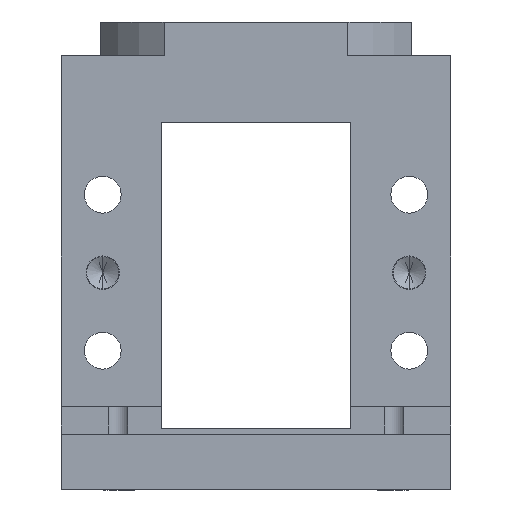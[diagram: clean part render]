
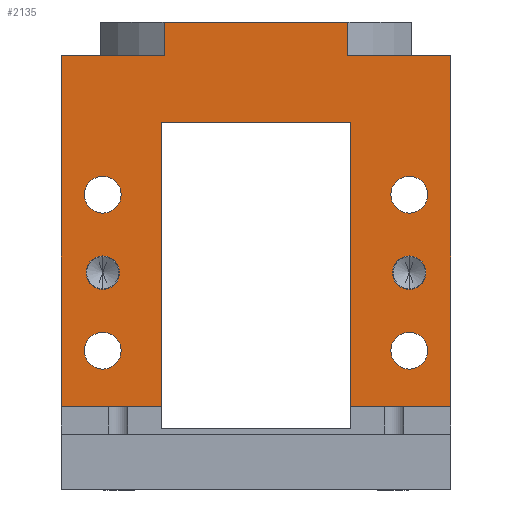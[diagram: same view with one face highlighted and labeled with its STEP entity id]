
A CAD part, front view. The second image highlights one B-rep face of the part: STEP entity #2135.
In plain terms, the highlighted planar face has unit normal (0, -1, 0).
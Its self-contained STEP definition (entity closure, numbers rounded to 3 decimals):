
#43=PLANE('',#3702);
#199=VECTOR('',#2564,1.);
#206=VECTOR('',#2576,1.);
#221=VECTOR('',#2615,1.);
#222=VECTOR('',#2633,1.);
#223=VECTOR('',#2634,1.);
#224=VECTOR('',#2635,1.);
#225=VECTOR('',#2636,1.);
#226=VECTOR('',#2637,1.);
#227=VECTOR('',#2638,1.);
#228=VECTOR('',#2639,1.);
#229=VECTOR('',#2640,1.);
#230=VECTOR('',#2641,1.);
#389=LINE('',#3250,#199);
#396=LINE('',#3268,#206);
#411=LINE('',#3317,#221);
#412=LINE('',#3328,#222);
#413=LINE('',#3330,#223);
#414=LINE('',#3332,#224);
#415=LINE('',#3334,#225);
#416=LINE('',#3336,#226);
#417=LINE('',#3337,#227);
#418=LINE('',#3339,#228);
#419=LINE('',#3341,#229);
#420=LINE('',#3342,#230);
#493=VERTEX_POINT('',#2931);
#494=VERTEX_POINT('',#2933);
#502=VERTEX_POINT('',#2953);
#503=VERTEX_POINT('',#2955);
#579=VERTEX_POINT('',#3152);
#580=VERTEX_POINT('',#3153);
#587=VERTEX_POINT('',#3170);
#588=VERTEX_POINT('',#3171);
#595=VERTEX_POINT('',#3188);
#596=VERTEX_POINT('',#3189);
#603=VERTEX_POINT('',#3206);
#604=VERTEX_POINT('',#3207);
#623=VERTEX_POINT('',#3249);
#624=VERTEX_POINT('',#3251);
#631=VERTEX_POINT('',#3267);
#632=VERTEX_POINT('',#3269);
#647=VERTEX_POINT('',#3316);
#648=VERTEX_POINT('',#3318);
#649=VERTEX_POINT('',#3329);
#650=VERTEX_POINT('',#3331);
#651=VERTEX_POINT('',#3333);
#652=VERTEX_POINT('',#3335);
#653=VERTEX_POINT('',#3338);
#654=VERTEX_POINT('',#3340);
#694=CIRCLE('',#3582,3.);
#698=CIRCLE('',#3589,3.);
#735=CIRCLE('',#3653,3.3);
#739=CIRCLE('',#3659,3.3);
#743=CIRCLE('',#3665,3.3);
#747=CIRCLE('',#3671,3.3);
#769=CIRCLE('',#3703,3.);
#770=CIRCLE('',#3704,3.);
#771=CIRCLE('',#3705,3.3);
#772=CIRCLE('',#3706,3.3);
#773=CIRCLE('',#3707,3.3);
#774=CIRCLE('',#3708,3.3);
#821=EDGE_CURVE('',#493,#494,#694,.T.);
#831=EDGE_CURVE('',#502,#503,#698,.T.);
#925=EDGE_CURVE('',#579,#580,#735,.T.);
#933=EDGE_CURVE('',#587,#588,#739,.T.);
#941=EDGE_CURVE('',#595,#596,#743,.T.);
#949=EDGE_CURVE('',#603,#604,#747,.T.);
#969=EDGE_CURVE('',#624,#623,#389,.T.);
#978=EDGE_CURVE('',#631,#632,#396,.T.);
#1004=EDGE_CURVE('',#647,#648,#411,.T.);
#1007=EDGE_CURVE('',#494,#493,#769,.T.);
#1008=EDGE_CURVE('',#503,#502,#770,.T.);
#1009=EDGE_CURVE('',#588,#587,#771,.T.);
#1010=EDGE_CURVE('',#580,#579,#772,.T.);
#1011=EDGE_CURVE('',#596,#595,#773,.T.);
#1012=EDGE_CURVE('',#604,#603,#774,.T.);
#1013=EDGE_CURVE('',#649,#647,#412,.T.);
#1014=EDGE_CURVE('',#649,#650,#413,.T.);
#1015=EDGE_CURVE('',#650,#651,#414,.T.);
#1016=EDGE_CURVE('',#651,#652,#415,.T.);
#1017=EDGE_CURVE('',#632,#652,#416,.T.);
#1018=EDGE_CURVE('',#631,#653,#417,.T.);
#1019=EDGE_CURVE('',#653,#654,#418,.T.);
#1020=EDGE_CURVE('',#654,#624,#419,.T.);
#1021=EDGE_CURVE('',#648,#623,#420,.T.);
#1355=ORIENTED_EDGE('',*,*,#1007,.F.);
#1356=ORIENTED_EDGE('',*,*,#821,.F.);
#1357=ORIENTED_EDGE('',*,*,#1008,.F.);
#1358=ORIENTED_EDGE('',*,*,#831,.F.);
#1359=ORIENTED_EDGE('',*,*,#933,.F.);
#1360=ORIENTED_EDGE('',*,*,#1009,.F.);
#1361=ORIENTED_EDGE('',*,*,#925,.F.);
#1362=ORIENTED_EDGE('',*,*,#1010,.F.);
#1363=ORIENTED_EDGE('',*,*,#941,.F.);
#1364=ORIENTED_EDGE('',*,*,#1011,.F.);
#1365=ORIENTED_EDGE('',*,*,#949,.F.);
#1366=ORIENTED_EDGE('',*,*,#1012,.F.);
#1367=ORIENTED_EDGE('',*,*,#1013,.F.);
#1368=ORIENTED_EDGE('',*,*,#1014,.T.);
#1369=ORIENTED_EDGE('',*,*,#1015,.T.);
#1370=ORIENTED_EDGE('',*,*,#1016,.T.);
#1371=ORIENTED_EDGE('',*,*,#1017,.F.);
#1372=ORIENTED_EDGE('',*,*,#978,.F.);
#1373=ORIENTED_EDGE('',*,*,#1018,.T.);
#1374=ORIENTED_EDGE('',*,*,#1019,.T.);
#1375=ORIENTED_EDGE('',*,*,#1020,.T.);
#1376=ORIENTED_EDGE('',*,*,#969,.T.);
#1377=ORIENTED_EDGE('',*,*,#1021,.F.);
#1378=ORIENTED_EDGE('',*,*,#1004,.F.);
#1825=EDGE_LOOP('',(#1355,#1356));
#1826=EDGE_LOOP('',(#1357,#1358));
#1827=EDGE_LOOP('',(#1359,#1360));
#1828=EDGE_LOOP('',(#1361,#1362));
#1829=EDGE_LOOP('',(#1363,#1364));
#1830=EDGE_LOOP('',(#1365,#1366));
#1831=EDGE_LOOP('',(#1367,#1368,#1369,#1370,#1371,#1372,#1373,#1374,#1375,
#1376,#1377,#1378));
#1983=FACE_BOUND('',#1825,.T.);
#1984=FACE_BOUND('',#1826,.T.);
#1985=FACE_BOUND('',#1827,.T.);
#1986=FACE_BOUND('',#1828,.T.);
#1987=FACE_BOUND('',#1829,.T.);
#1988=FACE_BOUND('',#1830,.T.);
#1989=FACE_BOUND('',#1831,.T.);
#2135=ADVANCED_FACE('',(#1983,#1984,#1985,#1986,#1987,#1988,#1989),#43,.F.);
#2277=DIRECTION('',(0.,-1.,0.));
#2278=DIRECTION('',(0.,0.,-3.));
#2297=DIRECTION('',(0.,-1.,0.));
#2298=DIRECTION('',(0.,0.,-3.));
#2482=DIRECTION('',(0.,-1.,0.));
#2483=DIRECTION('',(-3.3,0.,0.));
#2498=DIRECTION('',(0.,-1.,0.));
#2499=DIRECTION('',(-3.3,0.,0.));
#2514=DIRECTION('',(0.,-1.,0.));
#2515=DIRECTION('',(-3.3,0.,0.));
#2530=DIRECTION('',(0.,-1.,0.));
#2531=DIRECTION('',(-3.3,0.,0.));
#2564=DIRECTION('',(-1.,0.,0.));
#2576=DIRECTION('',(-1.,0.,0.));
#2615=DIRECTION('',(1.,0.,0.));
#2620=DIRECTION('',(0.,1.,0.));
#2621=DIRECTION('',(0.,-1.,0.));
#2622=DIRECTION('',(0.,0.,-3.));
#2623=DIRECTION('',(0.,-1.,0.));
#2624=DIRECTION('',(0.,0.,-3.));
#2625=DIRECTION('',(0.,-1.,0.));
#2626=DIRECTION('',(-3.3,0.,0.));
#2627=DIRECTION('',(0.,-1.,0.));
#2628=DIRECTION('',(-3.3,0.,0.));
#2629=DIRECTION('',(0.,-1.,0.));
#2630=DIRECTION('',(-3.3,0.,0.));
#2631=DIRECTION('',(0.,-1.,0.));
#2632=DIRECTION('',(-3.3,0.,0.));
#2633=DIRECTION('',(0.,0.,1.));
#2634=DIRECTION('',(-1.,0.,0.));
#2635=DIRECTION('',(0.,0.,-1.));
#2636=DIRECTION('',(1.,0.,0.));
#2637=DIRECTION('',(0.,0.,-1.));
#2638=DIRECTION('',(0.,0.,-1.));
#2639=DIRECTION('',(1.,0.,0.));
#2640=DIRECTION('',(0.,0.,1.));
#2641=DIRECTION('',(0.,0.,-1.));
#2931=CARTESIAN_POINT('',(-27.5,-28.,36.5));
#2932=CARTESIAN_POINT('',(-27.5,-28.,33.5));
#2933=CARTESIAN_POINT('',(-27.5,-28.,30.5));
#2953=CARTESIAN_POINT('',(27.5,-28.,36.5));
#2954=CARTESIAN_POINT('',(27.5,-28.,33.5));
#2955=CARTESIAN_POINT('',(27.5,-28.,30.5));
#3151=CARTESIAN_POINT('',(27.5,-28.,47.5));
#3152=CARTESIAN_POINT('',(27.5,-28.,50.8));
#3153=CARTESIAN_POINT('',(27.5,-28.,44.2));
#3169=CARTESIAN_POINT('',(27.5,-28.,19.5));
#3170=CARTESIAN_POINT('',(27.5,-28.,22.8));
#3171=CARTESIAN_POINT('',(27.5,-28.,16.2));
#3187=CARTESIAN_POINT('',(-27.5,-28.,19.5));
#3188=CARTESIAN_POINT('',(-27.5,-28.,22.8));
#3189=CARTESIAN_POINT('',(-27.5,-28.,16.2));
#3205=CARTESIAN_POINT('',(-27.5,-28.,47.5));
#3206=CARTESIAN_POINT('',(-27.5,-28.,50.8));
#3207=CARTESIAN_POINT('',(-27.5,-28.,44.2));
#3249=CARTESIAN_POINT('',(16.5,-28.,72.5));
#3250=CARTESIAN_POINT('',(-33.,-28.,72.5));
#3251=CARTESIAN_POINT('',(35.,-28.,72.5));
#3267=CARTESIAN_POINT('',(17.,-28.,60.5));
#3268=CARTESIAN_POINT('',(-33.,-28.,60.5));
#3269=CARTESIAN_POINT('',(-17.,-28.,60.5));
#3316=CARTESIAN_POINT('',(-16.5,-28.,78.5));
#3317=CARTESIAN_POINT('',(28.,-28.,78.5));
#3318=CARTESIAN_POINT('',(16.5,-28.,78.5));
#3321=CARTESIAN_POINT('',(-35.,-28.,143.544));
#3322=CARTESIAN_POINT('',(-27.5,-28.,33.5));
#3323=CARTESIAN_POINT('',(27.5,-28.,33.5));
#3324=CARTESIAN_POINT('',(27.5,-28.,19.5));
#3325=CARTESIAN_POINT('',(27.5,-28.,47.5));
#3326=CARTESIAN_POINT('',(-27.5,-28.,19.5));
#3327=CARTESIAN_POINT('',(-27.5,-28.,47.5));
#3328=CARTESIAN_POINT('',(-16.5,-28.,-23.98));
#3329=CARTESIAN_POINT('',(-16.5,-28.,72.5));
#3330=CARTESIAN_POINT('',(-33.,-28.,72.5));
#3331=CARTESIAN_POINT('',(-35.,-28.,72.5));
#3332=CARTESIAN_POINT('',(-35.,-28.,72.5));
#3333=CARTESIAN_POINT('',(-35.,-28.,9.5));
#3334=CARTESIAN_POINT('',(-35.,-28.,9.5));
#3335=CARTESIAN_POINT('',(-17.,-28.,9.5));
#3336=CARTESIAN_POINT('',(-17.,-28.,67.5));
#3337=CARTESIAN_POINT('',(17.,-28.,67.5));
#3338=CARTESIAN_POINT('',(17.,-28.,9.5));
#3339=CARTESIAN_POINT('',(-35.,-28.,9.5));
#3340=CARTESIAN_POINT('',(35.,-28.,9.5));
#3341=CARTESIAN_POINT('',(35.,-28.,72.5));
#3342=CARTESIAN_POINT('',(16.5,-28.,-23.98));
#3582=AXIS2_PLACEMENT_3D('',#2932,#2277,#2278);
#3589=AXIS2_PLACEMENT_3D('',#2954,#2297,#2298);
#3653=AXIS2_PLACEMENT_3D('',#3151,#2482,#2483);
#3659=AXIS2_PLACEMENT_3D('',#3169,#2498,#2499);
#3665=AXIS2_PLACEMENT_3D('',#3187,#2514,#2515);
#3671=AXIS2_PLACEMENT_3D('',#3205,#2530,#2531);
#3702=AXIS2_PLACEMENT_3D('',#3321,#2620,$);
#3703=AXIS2_PLACEMENT_3D('',#3322,#2621,#2622);
#3704=AXIS2_PLACEMENT_3D('',#3323,#2623,#2624);
#3705=AXIS2_PLACEMENT_3D('',#3324,#2625,#2626);
#3706=AXIS2_PLACEMENT_3D('',#3325,#2627,#2628);
#3707=AXIS2_PLACEMENT_3D('',#3326,#2629,#2630);
#3708=AXIS2_PLACEMENT_3D('',#3327,#2631,#2632);
